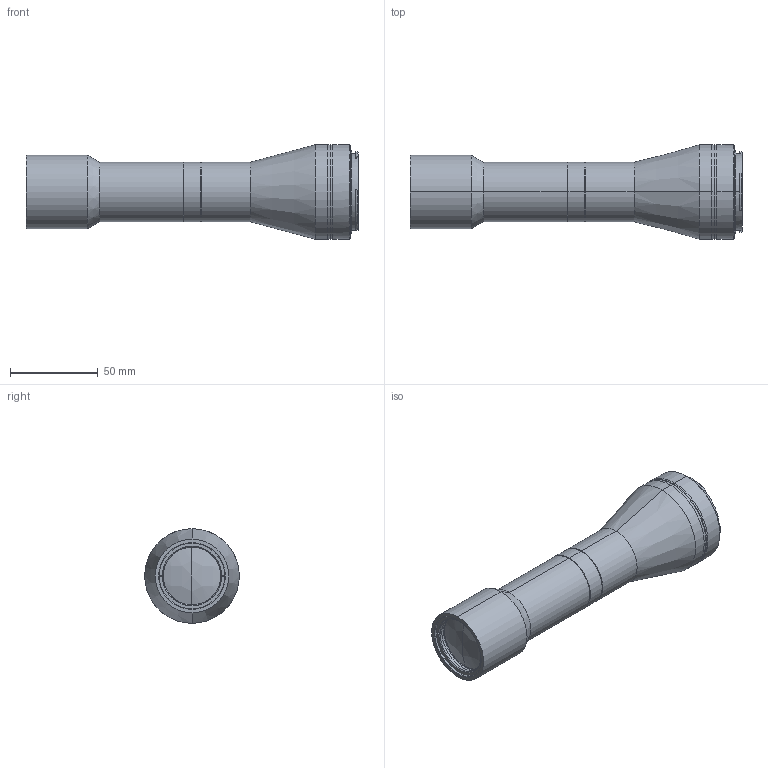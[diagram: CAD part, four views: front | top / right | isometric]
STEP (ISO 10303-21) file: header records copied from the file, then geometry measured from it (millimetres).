
FILE_DESCRIPTION (( 'STEP AP214' ), '1' );
FILE_NAME ('TTL28.5-25-50F-D.STEP', '2023-05-12T08:40:42', ( '' ), ( '' ), 'SwSTEP 2.0', 'SolidWorks 2022', '' );
FILE_SCHEMA (( 'AUTOMOTIVE_DESIGN' ));
Length unit declared in the file: millimetre
Products named in the file (1): TTL28.5-25-50F-D
Bounding box: 189.63 x 54 x 54 mm (x, y, z)
Volume: 138319.3 mm3; surface area: 72027.1 mm2
Topology: 19 solids, 19 shells, 344 faces, 748 edges, 468 vertices
Faces by surface type: cylinder 137, cone 90, plane 84, bspline 33
Entity records: 14710 total; most frequent: CARTESIAN_POINT 2972, DIRECTION 1763, ORIENTED_EDGE 1496, EDGE_CURVE 748, AXIS2_PLACEMENT_3D 739, VERTEX_POINT 468, CIRCLE 427, EDGE_LOOP 400
